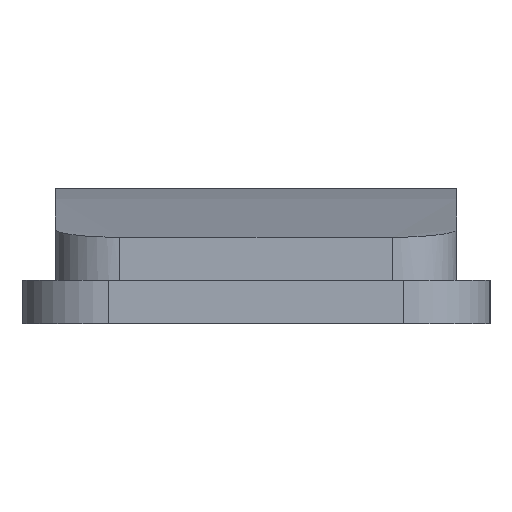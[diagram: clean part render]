
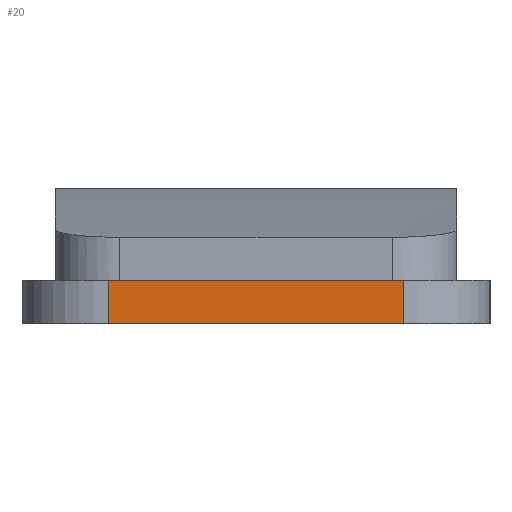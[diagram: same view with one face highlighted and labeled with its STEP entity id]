
A CAD part, left-side view. The second image highlights one B-rep face of the part: STEP entity #20.
In plain terms, the highlighted planar face has unit normal (-1, 0, 0).
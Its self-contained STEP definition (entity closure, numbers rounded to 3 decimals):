
#20=ADVANCED_FACE('',(#66),#702,.T.);
#66=FACE_OUTER_BOUND('',#108,.T.);
#108=EDGE_LOOP('',(#179,#180,#181,#182));
#179=ORIENTED_EDGE('',*,*,#386,.T.);
#180=ORIENTED_EDGE('',*,*,#364,.T.);
#181=ORIENTED_EDGE('',*,*,#387,.F.);
#182=ORIENTED_EDGE('',*,*,#388,.F.);
#364=EDGE_CURVE('',#614,#613,#528,.T.);
#386=EDGE_CURVE('',#626,#614,#546,.T.);
#387=EDGE_CURVE('',#625,#613,#547,.T.);
#388=EDGE_CURVE('',#626,#625,#548,.T.);
#528=B_SPLINE_CURVE_WITH_KNOTS('',1,(#1095,#1096),.UNSPECIFIED.,.F.,.F.,
(2,2),(3.,13.25),.UNSPECIFIED.);
#546=B_SPLINE_CURVE_WITH_KNOTS('',1,(#1143,#1144),.UNSPECIFIED.,.F.,.F.,
(2,2),(0.,1.5),.UNSPECIFIED.);
#547=B_SPLINE_CURVE_WITH_KNOTS('',1,(#1145,#1146),.UNSPECIFIED.,.F.,.F.,
(2,2),(0.,1.5),.UNSPECIFIED.);
#548=B_SPLINE_CURVE_WITH_KNOTS('',1,(#1147,#1148),.UNSPECIFIED.,.F.,.F.,
(2,2),(58.4,68.65),.UNSPECIFIED.);
#613=VERTEX_POINT('',#1027);
#614=VERTEX_POINT('',#1028);
#625=VERTEX_POINT('',#1039);
#626=VERTEX_POINT('',#1040);
#702=PLANE('',#814);
#814=AXIS2_PLACEMENT_3D('',#986,#886,$);
#886=DIRECTION('',(-1.,0.,0.));
#986=CARTESIAN_POINT('',(0.,16.25,0.));
#1027=CARTESIAN_POINT('',(0.,3.,0.));
#1028=CARTESIAN_POINT('',(0.,13.25,0.));
#1039=CARTESIAN_POINT('',(0.,3.,1.5));
#1040=CARTESIAN_POINT('',(0.,13.25,1.5));
#1095=CARTESIAN_POINT('',(0.,13.25,0.));
#1096=CARTESIAN_POINT('',(0.,3.,0.));
#1143=CARTESIAN_POINT('',(0.,13.25,1.5));
#1144=CARTESIAN_POINT('',(0.,13.25,0.));
#1145=CARTESIAN_POINT('',(0.,3.,1.5));
#1146=CARTESIAN_POINT('',(0.,3.,0.));
#1147=CARTESIAN_POINT('',(0.,13.25,1.5));
#1148=CARTESIAN_POINT('',(0.,3.,1.5));
